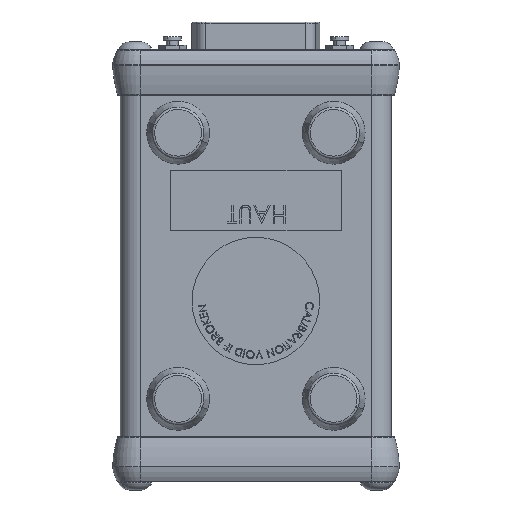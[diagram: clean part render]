
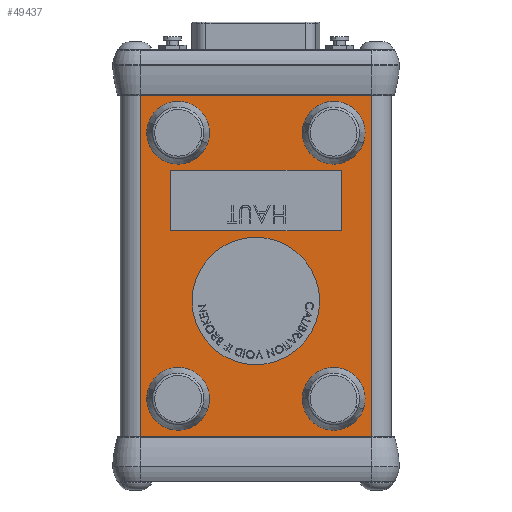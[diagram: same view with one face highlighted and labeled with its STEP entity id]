
A CAD part, front view. The second image highlights one B-rep face of the part: STEP entity #49437.
In plain terms, the highlighted planar face has unit normal (0, -1, 0).
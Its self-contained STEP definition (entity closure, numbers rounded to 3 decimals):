
#1153 = LINE ( 'NONE', #6286, #39434 ) ;
#1199 = VECTOR ( 'NONE', #5790, 1000. ) ;
#1673 = CARTESIAN_POINT ( 'NONE',  ( 35.802, -34.995, 59. ) ) ;
#1890 = VERTEX_POINT ( 'NONE', #5567 ) ;
#2674 = DIRECTION ( 'NONE',  ( 1., 0., 0. ) ) ;
#2813 = CARTESIAN_POINT ( 'NONE',  ( -4.198, -34.995, 40. ) ) ;
#2955 = CARTESIAN_POINT ( 'NONE',  ( 18.802, -34.995, 0. ) ) ;
#3336 = ORIENTED_EDGE ( 'NONE', *, *, #13542, .F. ) ;
#3502 = ORIENTED_EDGE ( 'NONE', *, *, #29438, .F. ) ;
#3680 = VERTEX_POINT ( 'NONE', #7763 ) ;
#5207 = VERTEX_POINT ( 'NONE', #21046 ) ;
#5567 = CARTESIAN_POINT ( 'NONE',  ( 35.802, -34.995, 47. ) ) ;
#5790 = DIRECTION ( 'NONE',  ( 0., 0., -1. ) ) ;
#5889 = DIRECTION ( 'NONE',  ( 0., 0., -1. ) ) ;
#6286 = CARTESIAN_POINT ( 'NONE',  ( 18.802, -34.995, 80. ) ) ;
#6350 = ORIENTED_EDGE ( 'NONE', *, *, #32636, .F. ) ;
#7763 = CARTESIAN_POINT ( 'NONE',  ( -4.198, -34.995, 0. ) ) ;
#8886 = CARTESIAN_POINT ( 'NONE',  ( 41.802, -34.995, 0. ) ) ;
#9882 = FACE_BOUND ( 'NONE', #47393, .T. ) ;
#9962 = VECTOR ( 'NONE', #31710, 1000. ) ;
#10715 = VECTOR ( 'NONE', #49523, 1000. ) ;
#12850 = AXIS2_PLACEMENT_3D ( 'NONE', #23257, #52707, #17846 ) ;
#13542 = EDGE_CURVE ( 'NONE', #5207, #17109, #1153, .T. ) ;
#15414 = LINE ( 'NONE', #36181, #54817 ) ;
#17109 = VERTEX_POINT ( 'NONE', #30260 ) ;
#17846 = DIRECTION ( 'NONE',  ( 0., 0., -1. ) ) ;
#17922 = VECTOR ( 'NONE', #2674, 1000. ) ;
#18133 = PLANE ( 'NONE',  #12850 ) ;
#19313 = VERTEX_POINT ( 'NONE', #8886 ) ;
#19459 = LINE ( 'NONE', #49806, #9962 ) ;
#20156 = LINE ( 'NONE', #2813, #37056 ) ;
#21046 = CARTESIAN_POINT ( 'NONE',  ( -4.198, -34.995, 80. ) ) ;
#22225 = EDGE_CURVE ( 'NONE', #44854, #47057, #44571, .T. ) ;
#23257 = CARTESIAN_POINT ( 'NONE',  ( 41.802, -34.995, 40. ) ) ;
#23707 = LINE ( 'NONE', #2955, #17922 ) ;
#25797 = VECTOR ( 'NONE', #5889, 1000. ) ;
#27157 = EDGE_LOOP ( 'NONE', ( #35857, #27910, #3336, #48849 ) ) ;
#27910 = ORIENTED_EDGE ( 'NONE', *, *, #29006, .F. ) ;
#28510 = DIRECTION ( 'NONE',  ( 1., 0., 0. ) ) ;
#29006 = EDGE_CURVE ( 'NONE', #17109, #19313, #44762, .T. ) ;
#29438 = EDGE_CURVE ( 'NONE', #47057, #1890, #15414, .T. ) ;
#30260 = CARTESIAN_POINT ( 'NONE',  ( 41.802, -34.995, 80. ) ) ;
#31528 = FACE_OUTER_BOUND ( 'NONE', #27157, .T. ) ;
#31710 = DIRECTION ( 'NONE',  ( -1., 0., 0. ) ) ;
#32194 = EDGE_CURVE ( 'NONE', #5207, #3680, #20156, .T. ) ;
#32636 = EDGE_CURVE ( 'NONE', #1890, #38289, #36517, .T. ) ;
#33471 = EDGE_CURVE ( 'NONE', #3680, #19313, #23707, .T. ) ;
#34418 = CARTESIAN_POINT ( 'NONE',  ( 1.802, -34.995, 47. ) ) ;
#34573 = CARTESIAN_POINT ( 'NONE',  ( 1.802, -34.995, 59. ) ) ;
#35679 = CARTESIAN_POINT ( 'NONE',  ( 41.802, -34.995, 40. ) ) ;
#35857 = ORIENTED_EDGE ( 'NONE', *, *, #33471, .T. ) ;
#36181 = CARTESIAN_POINT ( 'NONE',  ( 35.802, -34.995, 47. ) ) ;
#36270 = ORIENTED_EDGE ( 'NONE', *, *, #37705, .F. ) ;
#36517 = LINE ( 'NONE', #54317, #10715 ) ;
#37056 = VECTOR ( 'NONE', #37794, 1000. ) ;
#37550 = ORIENTED_EDGE ( 'NONE', *, *, #22225, .F. ) ;
#37705 = EDGE_CURVE ( 'NONE', #38289, #44854, #19459, .T. ) ;
#37794 = DIRECTION ( 'NONE',  ( 0., 0., -1. ) ) ;
#38289 = VERTEX_POINT ( 'NONE', #1673 ) ;
#39434 = VECTOR ( 'NONE', #48912, 1000. ) ;
#44571 = LINE ( 'NONE', #53581, #25797 ) ;
#44762 = LINE ( 'NONE', #35679, #1199 ) ;
#44854 = VERTEX_POINT ( 'NONE', #34573 ) ;
#47057 = VERTEX_POINT ( 'NONE', #34418 ) ;
#47393 = EDGE_LOOP ( 'NONE', ( #3502, #37550, #36270, #6350 ) ) ;
#48849 = ORIENTED_EDGE ( 'NONE', *, *, #32194, .T. ) ;
#48912 = DIRECTION ( 'NONE',  ( 1., 0., 0. ) ) ;
#49437 = ADVANCED_FACE ( 'NONE', ( #31528, #9882 ), #18133, .T. ) ;
#49523 = DIRECTION ( 'NONE',  ( 0., 0., 1. ) ) ;
#49806 = CARTESIAN_POINT ( 'NONE',  ( 35.802, -34.995, 59. ) ) ;
#52707 = DIRECTION ( 'NONE',  ( 0., -1., 0. ) ) ;
#53581 = CARTESIAN_POINT ( 'NONE',  ( 1.802, -34.995, 47. ) ) ;
#54317 = CARTESIAN_POINT ( 'NONE',  ( 35.802, -34.995, 47. ) ) ;
#54817 = VECTOR ( 'NONE', #28510, 1000. ) ;
